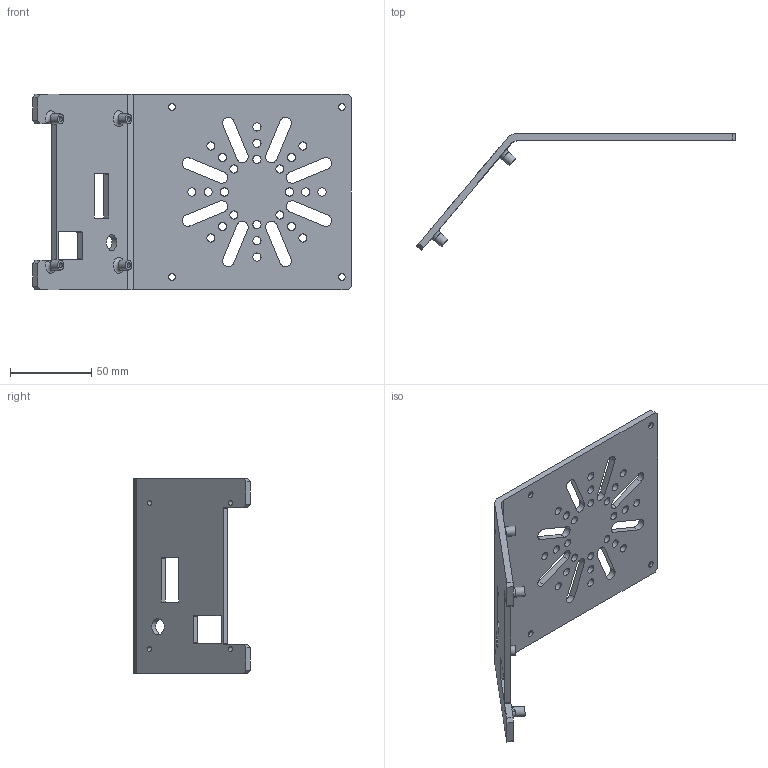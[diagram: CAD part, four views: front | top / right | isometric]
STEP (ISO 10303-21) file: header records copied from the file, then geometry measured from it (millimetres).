
FILE_DESCRIPTION(/* description */ (''),/* implementation_level */ '2;1');
FILE_NAME(/* name */ 'Electronics holder.stp',/* time_stamp */ '2022-05-12T14:53:53+01:00',/* author */ ('ferrerx'),/* organization */ (''),/* preprocessor_version */ 'ST-DEVELOPER v18',/* originating_system */ 'Autodesk Inventor 2020',/* authorisation */ '');
FILE_SCHEMA (('AUTOMOTIVE_DESIGN { 1 0 10303 214 3 1 1 }'));
Length unit declared in the file: millimetre
Products named in the file (1): Electronics holder
Bounding box: 195.85 x 71.52 x 120 mm (x, y, z)
Volume: 90699.8 mm3; surface area: 53831.1 mm2
Topology: 1 solids, 1 shells, 127 faces, 422 edges, 299 vertices
Faces by surface type: cylinder 67, plane 52, torus 4, bspline 4
Full cylindrical faces by diameter (mm): 3 x4, 4 x4, 5 x24, 6 x4, 10 x5
Entity records: 5176 total; most frequent: CARTESIAN_POINT 1053, DIRECTION 877, ORIENTED_EDGE 836, EDGE_CURVE 418, AXIS2_PLACEMENT_3D 339, VERTEX_POINT 299, EDGE_LOOP 219, CIRCLE 215
